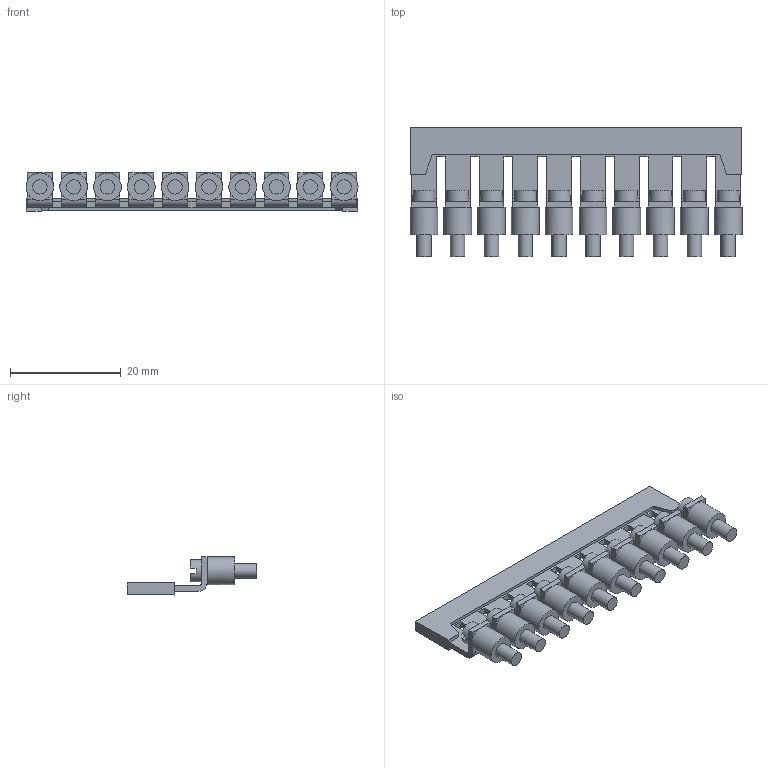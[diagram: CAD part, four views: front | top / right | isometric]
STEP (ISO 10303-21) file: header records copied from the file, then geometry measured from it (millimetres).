
FILE_DESCRIPTION(/* description */ (''),/* implementation_level */ '2;1');
FILE_NAME(/* name */ '2743_2_QI_10_RK_25-4.stp',/* time_stamp */ '2021-09-08T09:06:23+02:00',/* author */ (''),/* organization */ (''),/* preprocessor_version */ 'ST-DEVELOPER v16.7',/* originating_system */ 'SIEMENS PLM Software NX 12.0',/* authorisation */ '');
FILE_SCHEMA (('AUTOMOTIVE_DESIGN { 1 0 10303 214 3 1 1 1 }'));
Length unit declared in the file: millimetre
Products named in the file (1): 2743_2_QI_10_RK_25-4
Bounding box: 59.9 x 23.45 x 6.86 mm (x, y, z)
Volume: 2682.8 mm3; surface area: 4152.2 mm2
Topology: 1 solids, 11 shells, 294 faces, 714 edges, 462 vertices
Faces by surface type: plane 224, cylinder 70
Full cylindrical faces by diameter (mm): 2.6 x20, 3.3 x10, 4 x10, 5 x10
Entity records: 8136 total; most frequent: DIRECTION 1434, CARTESIAN_POINT 1371, ORIENTED_EDGE 1248, EDGE_CURVE 624, AXIS2_PLACEMENT_3D 525, VERTEX_POINT 422, EDGE_LOOP 384, LINE 384
